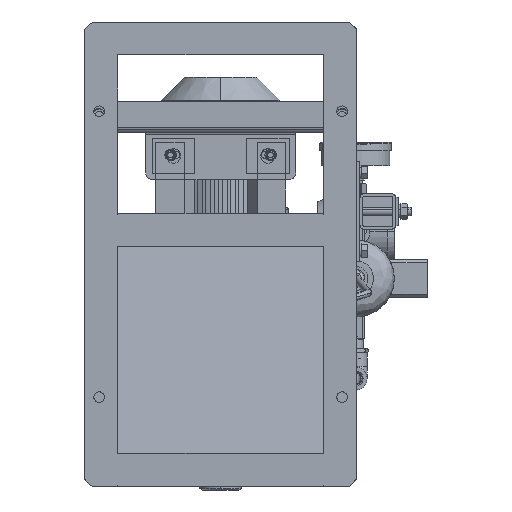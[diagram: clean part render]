
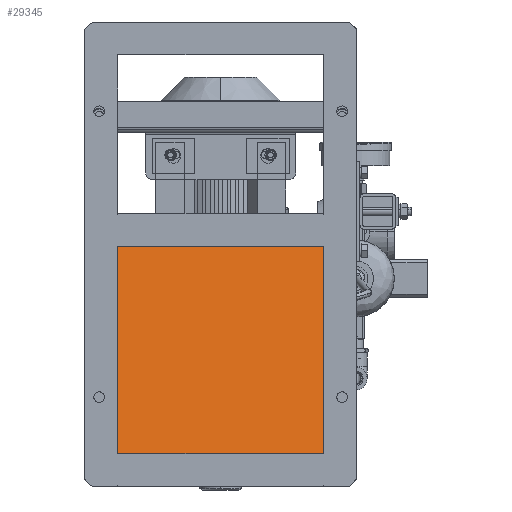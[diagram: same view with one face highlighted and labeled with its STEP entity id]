
A CAD part, front view. The second image highlights one B-rep face of the part: STEP entity #29345.
In plain terms, the highlighted planar face has unit normal (0, -0.985, 0.17).
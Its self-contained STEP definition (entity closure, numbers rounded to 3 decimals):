
#8626 = LINE ( 'NONE', #97750, #21409 ) ;
#10776 = DIRECTION ( 'NONE',  ( 0., 0.985, -0.17 ) ) ;
#10898 = DIRECTION ( 'NONE',  ( -1., 0., 0. ) ) ;
#11683 = ORIENTED_EDGE ( 'NONE', *, *, #51356, .T. ) ;
#13183 = FACE_OUTER_BOUND ( 'NONE', #43557, .T. ) ;
#13309 = EDGE_CURVE ( 'NONE', #65477, #43478, #65960, .T. ) ;
#15755 = VECTOR ( 'NONE', #24244, 1000. ) ;
#15800 = CARTESIAN_POINT ( 'NONE',  ( -144., -252.985, -78.657 ) ) ;
#17277 = ORIENTED_EDGE ( 'NONE', *, *, #28890, .F. ) ;
#21409 = VECTOR ( 'NONE', #51016, 1000. ) ;
#23470 = CARTESIAN_POINT ( 'NONE',  ( -144., -252.985, -78.657 ) ) ;
#24244 = DIRECTION ( 'NONE',  ( -1., 0., 0. ) ) ;
#28890 = EDGE_CURVE ( 'NONE', #98606, #30264, #77624, .T. ) ;
#29345 = ADVANCED_FACE ( 'NONE', ( #13183 ), #99902, .F. ) ;
#30264 = VERTEX_POINT ( 'NONE', #23470 ) ;
#34268 = EDGE_CURVE ( 'NONE', #65477, #98606, #8626, .T. ) ;
#37897 = VECTOR ( 'NONE', #65822, 1000. ) ;
#41502 = VECTOR ( 'NONE', #10898, 1000. ) ;
#43478 = VERTEX_POINT ( 'NONE', #63382 ) ;
#43557 = EDGE_LOOP ( 'NONE', ( #75664, #11683, #17277, #75648 ) ) ;
#48184 = AXIS2_PLACEMENT_3D ( 'NONE', #102752, #10776, #50690 ) ;
#50690 = DIRECTION ( 'NONE',  ( 0., 0.17, 0.985 ) ) ;
#51016 = DIRECTION ( 'NONE',  ( 0., -0.17, -0.985 ) ) ;
#51356 = EDGE_CURVE ( 'NONE', #43478, #30264, #62438, .T. ) ;
#62438 = LINE ( 'NONE', #15800, #37897 ) ;
#63382 = CARTESIAN_POINT ( 'NONE',  ( -144., -202.985, 211. ) ) ;
#64566 = CARTESIAN_POINT ( 'NONE',  ( 144., -202.985, 211. ) ) ;
#65477 = VERTEX_POINT ( 'NONE', #64566 ) ;
#65805 = CARTESIAN_POINT ( 'NONE',  ( 144., -252.985, -78.657 ) ) ;
#65822 = DIRECTION ( 'NONE',  ( 0., -0.17, -0.985 ) ) ;
#65960 = LINE ( 'NONE', #72942, #15755 ) ;
#72942 = CARTESIAN_POINT ( 'NONE',  ( 144., -202.985, 211. ) ) ;
#75648 = ORIENTED_EDGE ( 'NONE', *, *, #34268, .F. ) ;
#75664 = ORIENTED_EDGE ( 'NONE', *, *, #13309, .T. ) ;
#77624 = LINE ( 'NONE', #94625, #41502 ) ;
#94625 = CARTESIAN_POINT ( 'NONE',  ( 144., -252.985, -78.657 ) ) ;
#97750 = CARTESIAN_POINT ( 'NONE',  ( 144., -252.985, -78.657 ) ) ;
#98606 = VERTEX_POINT ( 'NONE', #65805 ) ;
#99902 = PLANE ( 'NONE',  #48184 ) ;
#102752 = CARTESIAN_POINT ( 'NONE',  ( 144., -252.985, -78.657 ) ) ;
